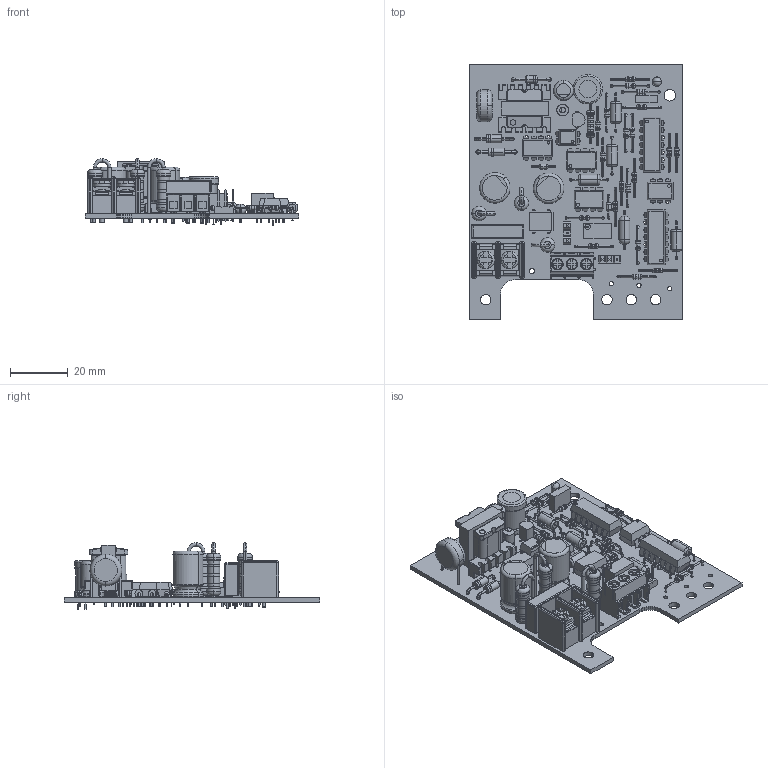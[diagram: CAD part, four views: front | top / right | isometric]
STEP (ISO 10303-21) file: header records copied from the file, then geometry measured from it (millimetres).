
FILE_DESCRIPTION (( 'STEP AP214' ), '1' );
FILE_NAME ('GSDA-AI-V4.STEP', '2015-05-04T20:20:05', ( '' ), ( '' ), 'SwSTEP 2.0', 'SolidWorks 2014', '' );
FILE_SCHEMA (( 'AUTOMOTIVE_DESIGN' ));
Length unit declared in the file: inch
Products named in the file (89): D4; U2; R12; R25; DIOA500-120x240-40-RND; T1; R17; R24; P4; R28; TRAN-10PIN-1820W-1220PP-1800H; R5; RESAV500-550X1500; JMP3_254; C8; D5; RESA_500_130; L1; P3; P2; LEDR254-300X555; U1; INDR500-1016X1270; 1935174; TBLK2POS-8.26MM-1.78SRND; D2; DIP8; C12; pt_1.5-3-5.0-h; JP2; C2; U6; C11; R16; D6; C5; DIP-4; CAPR500-1000X1600; R14; TO-92-2.54S ...
Assembly tree (119 placements, depth 4):
  GSDA-AI-V4
    Board
    BR1
      DF-M
        Open CASCADE STEP translator 6.2 1.2.1.1
    U6
      DIP-4
    U1
      DIP8
    R5
      RESA_500_130
    R17
      RESA_500_130
    R12
      RESA_500_130
    R13
      RESA_500_130
    R15
      RESA_500_130
    R6
      RESA_500_130
    R11
      RESA_500_130
    R9
      RESA_500_130
    R10
      RESA_500_130
    R1
      RESA_500_130
    R7
      RESA_500_130
    R8
      RESA_500_130
    R3
      RPOT-SQU-950X480X1100
    R14
      RESA_500_130
    R16
      RESA_500_130
    P3
      1935174
        pt_1.5-3-5.0-h
    P4
      JMP3_254
    D4
      DIOA500-120x240-40-RND
    C13
      CAPA300-70X130-28H
    C10
      CAPR1500-1780X630X1230
    C9
      CAPR1000-1100X800
    C7
      CAPR150-400X700
    C6
      TH_CAP_CANP_2.5S-6.3D-11H
    C5
      CAPA500-150X290-28H
    C2
      CAPA500-150X290-28H
Bounding box: 73.66 x 88.27 x 23 mm (x, y, z)
Volume: 25342.3 mm3; surface area: 29349.1 mm2
Topology: 69 solids, 70 shells, 3699 faces, 8806 edges, 5382 vertices
Faces by surface type: plane 1868, cylinder 1276, torus 374, cone 106, bspline 57, sphere 18
Full cylindrical faces by diameter (mm): 2 x1
Entity records: 98142 total; most frequent: CARTESIAN_POINT 14800, DIRECTION 12747, ORIENTED_EDGE 11708, EDGE_CURVE 5854, AXIS2_PLACEMENT_3D 4559, VERTEX_POINT 3685, VECTOR 3629, LINE 3629
